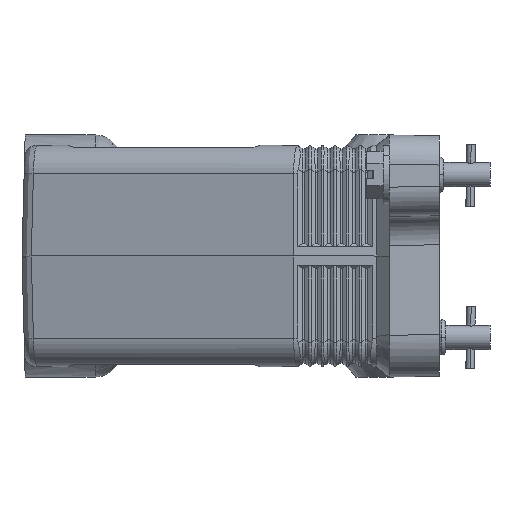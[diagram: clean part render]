
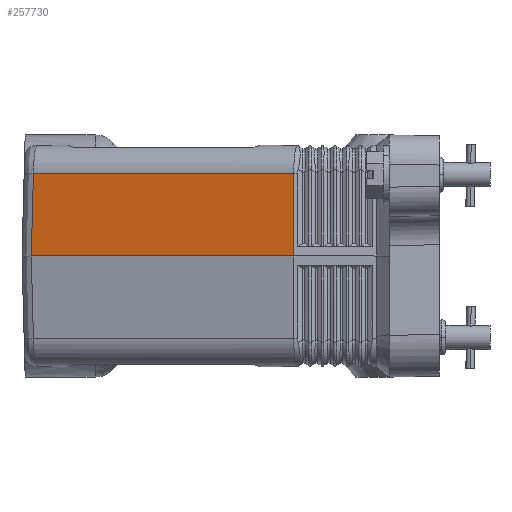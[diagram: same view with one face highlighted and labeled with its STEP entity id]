
A CAD part, left-side view. The second image highlights one B-rep face of the part: STEP entity #257730.
In plain terms, the highlighted planar face has unit normal (-0.966, 0.259, 0.026).
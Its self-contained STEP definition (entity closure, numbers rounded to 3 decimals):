
#88500=CARTESIAN_POINT('',(74.385,31.294,-26.));
#88510=VERTEX_POINT('',#88500);
#88540=CARTESIAN_POINT('',(75.066,31.205,0.));
#88550=DIRECTION('',(-0.026,0.003,
-1.));
#88560=VECTOR('',#88550,1.);
#88570=LINE('',#88540,#88560);
#88580=CARTESIAN_POINT('',(74.9,31.226,
-6.317));
#88590=VERTEX_POINT('',#88580);
#88600=EDGE_CURVE('',#88590,#88510,#88570,.T.);
#257430=CARTESIAN_POINT('',(95.139,106.118,
-0.009));
#257440=DIRECTION('',(-0.966,0.259,
0.026));
#257450=DIRECTION('',(0.259,0.966,
0.));
#257460=AXIS2_PLACEMENT_3D('',#257430,#257440,#257450);
#257470=PLANE('',#257460);
#257480=CARTESIAN_POINT('',(91.206,94.071,
-26.));
#257490=DIRECTION('',(0.02,-0.026,
0.999));
#257500=VECTOR('',#257490,1.);
#257510=LINE('',#257480,#257500);
#257520=CARTESIAN_POINT('',(91.206,94.071,
-26.));
#257530=VERTEX_POINT('',#257520);
#257540=CARTESIAN_POINT('',(91.602,93.556,
-6.317));
#257550=VERTEX_POINT('',#257540);
#257560=EDGE_CURVE('',#257530,#257550,#257510,.T.);
#257570=ORIENTED_EDGE('',*,*,#257560,.F.);
#257580=CARTESIAN_POINT('',(67.019,1.811,
-6.317));
#257590=DIRECTION('',(-0.259,-0.966,0.));
#257600=VECTOR('',#257590,1.);
#257610=LINE('',#257580,#257600);
#257620=EDGE_CURVE('',#257550,#88590,#257610,.T.);
#257630=ORIENTED_EDGE('',*,*,#257620,.F.);
#257640=ORIENTED_EDGE('',*,*,#88600,.F.);
#257650=CARTESIAN_POINT('',(66.,0.,-26.));
#257660=DIRECTION('',(0.259,0.966,0.));
#257670=VECTOR('',#257660,1.);
#257680=LINE('',#257650,#257670);
#257690=EDGE_CURVE('',#88510,#257530,#257680,.T.);
#257700=ORIENTED_EDGE('',*,*,#257690,.F.);
#257710=EDGE_LOOP('',(#257700,#257640,#257630,#257570));
#257720=FACE_OUTER_BOUND('',#257710,.T.);
#257730=ADVANCED_FACE('',(#257720),#257470,.T.);
